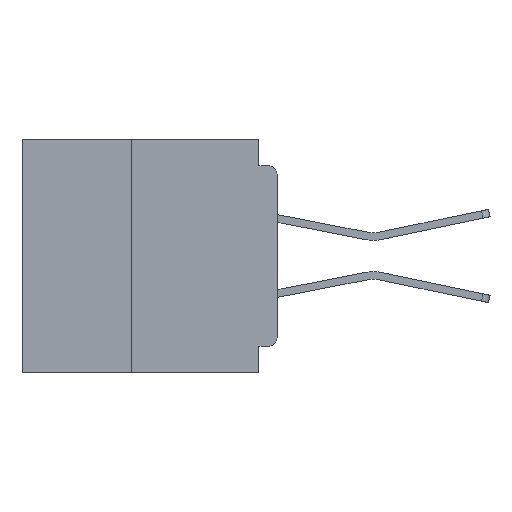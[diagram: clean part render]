
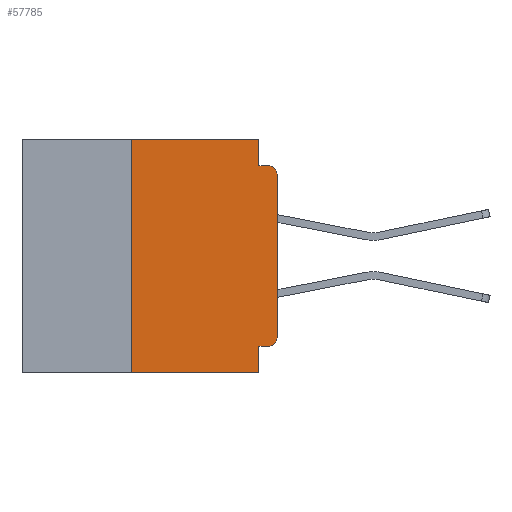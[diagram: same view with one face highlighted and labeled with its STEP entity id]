
A CAD part, left-side view. The second image highlights one B-rep face of the part: STEP entity #57785.
In plain terms, the highlighted planar face has unit normal (-1, 0, 0).
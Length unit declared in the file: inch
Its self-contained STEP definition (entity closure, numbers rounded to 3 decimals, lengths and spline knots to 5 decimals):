
#291 = VERTEX_POINT ( 'NONE', #20151 ) ;
#615 = ORIENTED_EDGE ( 'NONE', *, *, #40542, .F. ) ;
#1259 = CARTESIAN_POINT ( 'NONE',  ( 0., 0., -0.045 ) ) ;
#1437 = CARTESIAN_POINT ( 'NONE',  ( 0., 0.25, 0. ) ) ;
#1661 = FACE_OUTER_BOUND ( 'NONE', #35084, .T. ) ;
#5656 = EDGE_CURVE ( 'NONE', #51428, #48699, #35688, .T. ) ;
#6044 = DIRECTION ( 'NONE',  ( 0., -1., 0. ) ) ;
#6765 = VECTOR ( 'NONE', #51522, 39.37008 ) ;
#7882 = DIRECTION ( 'NONE',  ( 0., 0., 1. ) ) ;
#8637 = VERTEX_POINT ( 'NONE', #47441 ) ;
#9347 = ORIENTED_EDGE ( 'NONE', *, *, #35202, .F. ) ;
#9779 = EDGE_CURVE ( 'NONE', #48699, #8637, #50804, .T. ) ;
#9786 = ORIENTED_EDGE ( 'NONE', *, *, #37488, .F. ) ;
#9944 = VECTOR ( 'NONE', #57208, 39.37008 ) ;
#10423 = CARTESIAN_POINT ( 'NONE',  ( 0., 0.015, -0.06 ) ) ;
#10541 = VECTOR ( 'NONE', #6044, 39.37008 ) ;
#12066 = LINE ( 'NONE', #1259, #10541 ) ;
#13719 = CARTESIAN_POINT ( 'NONE',  ( 0., 0.437, 0. ) ) ;
#15238 = DIRECTION ( 'NONE',  ( 0., 0., -1. ) ) ;
#15436 = DIRECTION ( 'NONE',  ( 1., 0., 0. ) ) ;
#17459 = EDGE_CURVE ( 'NONE', #291, #35884, #52132, .T. ) ;
#18552 = DIRECTION ( 'NONE',  ( 0., -1., 0. ) ) ;
#20151 = CARTESIAN_POINT ( 'NONE',  ( 0., 0.25, -0.4 ) ) ;
#22905 = DIRECTION ( 'NONE',  ( -1., 0., 0. ) ) ;
#22947 = CARTESIAN_POINT ( 'NONE',  ( 0., 0.031, -0.4 ) ) ;
#28795 = CARTESIAN_POINT ( 'NONE',  ( 0., 0.015, -0.355 ) ) ;
#29788 = EDGE_CURVE ( 'NONE', #8637, #46003, #35507, .T. ) ;
#29936 = AXIS2_PLACEMENT_3D ( 'NONE', #53434, #15436, #48875 ) ;
#31644 = EDGE_CURVE ( 'NONE', #36139, #46003, #12066, .T. ) ;
#34109 = CARTESIAN_POINT ( 'NONE',  ( 0., 0.031, 0. ) ) ;
#35084 = EDGE_LOOP ( 'NONE', ( #48776, #51182, #43094, #9347, #48201, #615, #37568, #61160, #9786, #51569 ) ) ;
#35202 = EDGE_CURVE ( 'NONE', #47875, #36139, #39344, .T. ) ;
#35383 = CARTESIAN_POINT ( 'NONE',  ( 0., 0., -0.34 ) ) ;
#35507 = CIRCLE ( 'NONE', #44827, 0.015 ) ;
#35688 = CIRCLE ( 'NONE', #55737, 0.015 ) ;
#35884 = VERTEX_POINT ( 'NONE', #39449 ) ;
#36139 = VERTEX_POINT ( 'NONE', #46133 ) ;
#36489 = CARTESIAN_POINT ( 'NONE',  ( 0., 0.25, -0.4 ) ) ;
#36889 = LINE ( 'NONE', #57014, #9944 ) ;
#37488 = EDGE_CURVE ( 'NONE', #51428, #59643, #36889, .T. ) ;
#37568 = ORIENTED_EDGE ( 'NONE', *, *, #17459, .T. ) ;
#37761 = CARTESIAN_POINT ( 'NONE',  ( 0., 0.031, 0. ) ) ;
#37857 = VECTOR ( 'NONE', #48304, 39.37008 ) ;
#38092 = VECTOR ( 'NONE', #42050, 39.37008 ) ;
#39344 = LINE ( 'NONE', #34109, #37857 ) ;
#39449 = CARTESIAN_POINT ( 'NONE',  ( 0., 0.031, -0.4 ) ) ;
#40542 = EDGE_CURVE ( 'NONE', #291, #56021, #46204, .T. ) ;
#40899 = VECTOR ( 'NONE', #18552, 39.37008 ) ;
#42050 = DIRECTION ( 'NONE',  ( 0., 0., 1. ) ) ;
#42372 = CARTESIAN_POINT ( 'NONE',  ( 0., 0.437, -0.4 ) ) ;
#42762 = VECTOR ( 'NONE', #61308, 39.37008 ) ;
#43094 = ORIENTED_EDGE ( 'NONE', *, *, #31644, .F. ) ;
#43646 = EDGE_CURVE ( 'NONE', #59643, #35884, #57560, .T. ) ;
#43877 = DIRECTION ( 'NONE',  ( -1., 0., 0. ) ) ;
#44079 = PLANE ( 'NONE',  #29936 ) ;
#44827 = AXIS2_PLACEMENT_3D ( 'NONE', #10423, #43877, #15238 ) ;
#46003 = VERTEX_POINT ( 'NONE', #47087 ) ;
#46133 = CARTESIAN_POINT ( 'NONE',  ( 0., 0.031, -0.045 ) ) ;
#46204 = LINE ( 'NONE', #36489, #47677 ) ;
#47087 = CARTESIAN_POINT ( 'NONE',  ( 0., 0.015, -0.045 ) ) ;
#47441 = CARTESIAN_POINT ( 'NONE',  ( 0., 0., -0.06 ) ) ;
#47677 = VECTOR ( 'NONE', #7882, 39.37008 ) ;
#47875 = VERTEX_POINT ( 'NONE', #37761 ) ;
#48201 = ORIENTED_EDGE ( 'NONE', *, *, #54133, .F. ) ;
#48304 = DIRECTION ( 'NONE',  ( 0., 0., -1. ) ) ;
#48699 = VERTEX_POINT ( 'NONE', #35383 ) ;
#48776 = ORIENTED_EDGE ( 'NONE', *, *, #9779, .T. ) ;
#48875 = DIRECTION ( 'NONE',  ( 0., 0., -1. ) ) ;
#50804 = LINE ( 'NONE', #61008, #38092 ) ;
#51182 = ORIENTED_EDGE ( 'NONE', *, *, #29788, .T. ) ;
#51428 = VERTEX_POINT ( 'NONE', #28795 ) ;
#51491 = CARTESIAN_POINT ( 'NONE',  ( 0., 0.015, -0.34 ) ) ;
#51522 = DIRECTION ( 'NONE',  ( 0., 0., -1. ) ) ;
#51569 = ORIENTED_EDGE ( 'NONE', *, *, #5656, .T. ) ;
#52132 = LINE ( 'NONE', #42372, #40899 ) ;
#53434 = CARTESIAN_POINT ( 'NONE',  ( 0., 0.437, 0. ) ) ;
#54133 = EDGE_CURVE ( 'NONE', #56021, #47875, #56953, .T. ) ;
#55737 = AXIS2_PLACEMENT_3D ( 'NONE', #51491, #22905, #56299 ) ;
#56021 = VERTEX_POINT ( 'NONE', #1437 ) ;
#56299 = DIRECTION ( 'NONE',  ( 0., 0., -1. ) ) ;
#56459 = CARTESIAN_POINT ( 'NONE',  ( 0., 0.031, -0.355 ) ) ;
#56953 = LINE ( 'NONE', #13719, #42762 ) ;
#57014 = CARTESIAN_POINT ( 'NONE',  ( 0., 0., -0.355 ) ) ;
#57208 = DIRECTION ( 'NONE',  ( 0., 1., 0. ) ) ;
#57560 = LINE ( 'NONE', #22947, #6765 ) ;
#57785 = ADVANCED_FACE ( 'NONE', ( #1661 ), #44079, .F. ) ;
#59643 = VERTEX_POINT ( 'NONE', #56459 ) ;
#61008 = CARTESIAN_POINT ( 'NONE',  ( 0., 0., 0. ) ) ;
#61160 = ORIENTED_EDGE ( 'NONE', *, *, #43646, .F. ) ;
#61308 = DIRECTION ( 'NONE',  ( 0., -1., 0. ) ) ;
